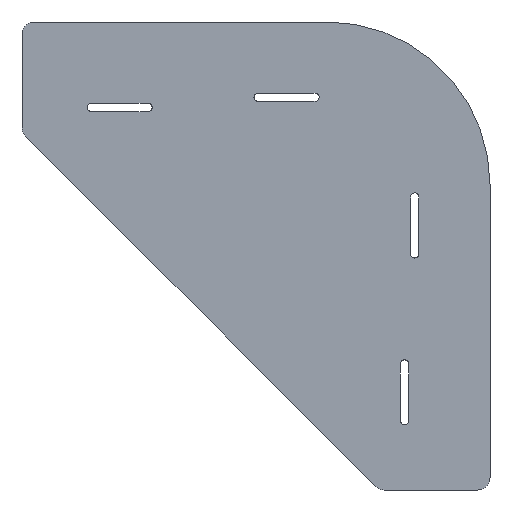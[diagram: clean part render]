
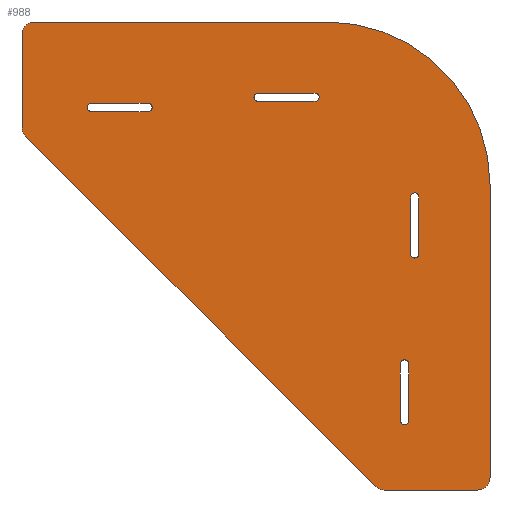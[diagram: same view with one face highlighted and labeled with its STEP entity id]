
A CAD part, front view. The second image highlights one B-rep face of the part: STEP entity #988.
In plain terms, the highlighted planar face has unit normal (0, -1, 0).
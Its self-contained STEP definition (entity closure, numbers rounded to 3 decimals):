
#43=CARTESIAN_POINT('',(-134.507,0.,-28.102));
#44=VERTEX_POINT('',#43);
#51=CARTESIAN_POINT('',(-131.507,0.,-25.102));
#52=VERTEX_POINT('',#51);
#53=CARTESIAN_POINT('',(-131.507,0.,-28.102));
#54=DIRECTION('',(-0.,1.,0.));
#55=DIRECTION('',(1.,0.,0.));
#56=AXIS2_PLACEMENT_3D('',#53,#54,#55);
#57=CIRCLE('',#56,3.);
#58=EDGE_CURVE('',#44,#52,#57,.T.);
#82=CARTESIAN_POINT('',(-134.507,0.,-51.102));
#83=VERTEX_POINT('',#82);
#90=CARTESIAN_POINT('',(-134.507,0.,-28.102));
#91=DIRECTION('',(0.,0.,-1.));
#92=VECTOR('',#91,230.);
#93=LINE('',#90,#92);
#94=EDGE_CURVE('',#44,#83,#93,.T.);
#114=CARTESIAN_POINT('',(-133.629,0.,-53.223));
#115=VERTEX_POINT('',#114);
#122=CARTESIAN_POINT('',(-131.507,0.,-51.102));
#123=DIRECTION('',(-0.,1.,0.));
#124=DIRECTION('',(1.,0.,0.));
#125=AXIS2_PLACEMENT_3D('',#122,#123,#124);
#126=CIRCLE('',#125,3.);
#127=EDGE_CURVE('',#115,#83,#126,.T.);
#146=CARTESIAN_POINT('',(-47.629,0.,-139.223));
#147=VERTEX_POINT('',#146);
#154=CARTESIAN_POINT('',(-133.629,0.,-53.223));
#155=DIRECTION('',(0.707,0.,-0.707));
#156=VECTOR('',#155,1216.224);
#157=LINE('',#154,#156);
#158=EDGE_CURVE('',#115,#147,#157,.T.);
#178=CARTESIAN_POINT('',(-45.507,0.,-140.102));
#179=VERTEX_POINT('',#178);
#186=CARTESIAN_POINT('',(-45.507,0.,-137.102));
#187=DIRECTION('',(-0.,1.,0.));
#188=DIRECTION('',(1.,0.,0.));
#189=AXIS2_PLACEMENT_3D('',#186,#187,#188);
#190=CIRCLE('',#189,3.);
#191=EDGE_CURVE('',#179,#147,#190,.T.);
#210=CARTESIAN_POINT('',(-22.507,0.,-140.102));
#211=VERTEX_POINT('',#210);
#218=CARTESIAN_POINT('',(-45.507,0.,-140.102));
#219=DIRECTION('',(1.,0.,-0.));
#220=VECTOR('',#219,230.);
#221=LINE('',#218,#220);
#222=EDGE_CURVE('',#179,#211,#221,.T.);
#242=CARTESIAN_POINT('',(-19.507,0.,-137.102));
#243=VERTEX_POINT('',#242);
#250=CARTESIAN_POINT('',(-22.507,0.,-137.102));
#251=DIRECTION('',(-0.,1.,0.));
#252=DIRECTION('',(1.,0.,0.));
#253=AXIS2_PLACEMENT_3D('',#250,#251,#252);
#254=CIRCLE('',#253,3.);
#255=EDGE_CURVE('',#243,#211,#254,.T.);
#274=CARTESIAN_POINT('',(-19.507,0.,-65.102));
#275=VERTEX_POINT('',#274);
#282=CARTESIAN_POINT('',(-19.507,0.,-137.102));
#283=DIRECTION('',(-0.,0.,1.));
#284=VECTOR('',#283,720.);
#285=LINE('',#282,#284);
#286=EDGE_CURVE('',#243,#275,#285,.T.);
#306=CARTESIAN_POINT('',(-59.507,0.,-25.102));
#307=VERTEX_POINT('',#306);
#314=CARTESIAN_POINT('',(-59.507,0.,-65.102));
#315=DIRECTION('',(-0.,1.,0.));
#316=DIRECTION('',(1.,0.,0.));
#317=AXIS2_PLACEMENT_3D('',#314,#315,#316);
#318=CIRCLE('',#317,40.);
#319=EDGE_CURVE('',#307,#275,#318,.T.);
#337=CARTESIAN_POINT('',(-59.507,0.,-25.102));
#338=DIRECTION('',(-1.,0.,-0.));
#339=VECTOR('',#338,720.);
#340=LINE('',#337,#339);
#341=EDGE_CURVE('',#307,#52,#340,.T.);
#354=CARTESIAN_POINT('',(-118.507,0.,-46.102));
#355=VERTEX_POINT('',#354);
#371=CARTESIAN_POINT('',(-117.507,0.,-45.102));
#372=VERTEX_POINT('',#371);
#379=CARTESIAN_POINT('',(-117.507,0.,-46.102));
#380=DIRECTION('',(-0.,1.,0.));
#381=DIRECTION('',(1.,0.,0.));
#382=AXIS2_PLACEMENT_3D('',#379,#380,#381);
#383=CIRCLE('',#382,1.);
#384=EDGE_CURVE('',#355,#372,#383,.T.);
#402=CARTESIAN_POINT('',(-103.507,0.,-45.102));
#403=VERTEX_POINT('',#402);
#410=CARTESIAN_POINT('',(-103.507,0.,-45.102));
#411=DIRECTION('',(-1.,0.,0.));
#412=VECTOR('',#411,140.);
#413=LINE('',#410,#412);
#414=EDGE_CURVE('',#403,#372,#413,.T.);
#434=CARTESIAN_POINT('',(-103.507,0.,-47.102));
#435=VERTEX_POINT('',#434);
#442=CARTESIAN_POINT('',(-103.507,0.,-46.102));
#443=DIRECTION('',(-0.,1.,0.));
#444=DIRECTION('',(1.,0.,0.));
#445=AXIS2_PLACEMENT_3D('',#442,#443,#444);
#446=CIRCLE('',#445,1.);
#447=EDGE_CURVE('',#403,#435,#446,.T.);
#466=CARTESIAN_POINT('',(-117.507,0.,-47.102));
#467=VERTEX_POINT('',#466);
#474=CARTESIAN_POINT('',(-117.507,0.,-47.102));
#475=DIRECTION('',(1.,0.,-0.));
#476=VECTOR('',#475,140.);
#477=LINE('',#474,#476);
#478=EDGE_CURVE('',#467,#435,#477,.T.);
#491=CARTESIAN_POINT('',(-77.507,0.,-43.602));
#492=VERTEX_POINT('',#491);
#508=CARTESIAN_POINT('',(-76.507,0.,-42.602));
#509=VERTEX_POINT('',#508);
#516=CARTESIAN_POINT('',(-76.507,0.,-43.602));
#517=DIRECTION('',(-0.,1.,0.));
#518=DIRECTION('',(1.,0.,0.));
#519=AXIS2_PLACEMENT_3D('',#516,#517,#518);
#520=CIRCLE('',#519,1.);
#521=EDGE_CURVE('',#492,#509,#520,.T.);
#539=CARTESIAN_POINT('',(-62.507,0.,-42.602));
#540=VERTEX_POINT('',#539);
#547=CARTESIAN_POINT('',(-62.507,0.,-42.602));
#548=DIRECTION('',(-1.,0.,0.));
#549=VECTOR('',#548,140.);
#550=LINE('',#547,#549);
#551=EDGE_CURVE('',#540,#509,#550,.T.);
#571=CARTESIAN_POINT('',(-62.507,0.,-44.602));
#572=VERTEX_POINT('',#571);
#579=CARTESIAN_POINT('',(-62.507,0.,-43.602));
#580=DIRECTION('',(-0.,1.,0.));
#581=DIRECTION('',(1.,0.,0.));
#582=AXIS2_PLACEMENT_3D('',#579,#580,#581);
#583=CIRCLE('',#582,1.);
#584=EDGE_CURVE('',#540,#572,#583,.T.);
#603=CARTESIAN_POINT('',(-76.507,0.,-44.602));
#604=VERTEX_POINT('',#603);
#611=CARTESIAN_POINT('',(-76.507,0.,-44.602));
#612=DIRECTION('',(1.,0.,-0.));
#613=VECTOR('',#612,140.);
#614=LINE('',#611,#613);
#615=EDGE_CURVE('',#604,#572,#614,.T.);
#637=CARTESIAN_POINT('',(-37.007,0.,-68.102));
#638=VERTEX_POINT('',#637);
#645=CARTESIAN_POINT('',(-39.007,0.,-68.102));
#646=VERTEX_POINT('',#645);
#647=CARTESIAN_POINT('',(-38.007,0.,-68.102));
#648=DIRECTION('',(-0.,1.,0.));
#649=DIRECTION('',(1.,0.,0.));
#650=AXIS2_PLACEMENT_3D('',#647,#648,#649);
#651=CIRCLE('',#650,1.);
#652=EDGE_CURVE('',#646,#638,#651,.T.);
#676=CARTESIAN_POINT('',(-37.007,0.,-82.102));
#677=VERTEX_POINT('',#676);
#684=CARTESIAN_POINT('',(-37.007,0.,-82.102));
#685=DIRECTION('',(0.,0.,1.));
#686=VECTOR('',#685,140.);
#687=LINE('',#684,#686);
#688=EDGE_CURVE('',#677,#638,#687,.T.);
#708=CARTESIAN_POINT('',(-39.007,0.,-82.102));
#709=VERTEX_POINT('',#708);
#716=CARTESIAN_POINT('',(-38.007,0.,-82.102));
#717=DIRECTION('',(-0.,1.,0.));
#718=DIRECTION('',(1.,0.,0.));
#719=AXIS2_PLACEMENT_3D('',#716,#717,#718);
#720=CIRCLE('',#719,1.);
#721=EDGE_CURVE('',#677,#709,#720,.T.);
#739=CARTESIAN_POINT('',(-39.007,0.,-68.102));
#740=DIRECTION('',(-0.,0.,-1.));
#741=VECTOR('',#740,140.);
#742=LINE('',#739,#741);
#743=EDGE_CURVE('',#646,#709,#742,.T.);
#765=CARTESIAN_POINT('',(-39.507,0.,-109.102));
#766=VERTEX_POINT('',#765);
#773=CARTESIAN_POINT('',(-41.507,0.,-109.102));
#774=VERTEX_POINT('',#773);
#775=CARTESIAN_POINT('',(-40.507,0.,-109.102));
#776=DIRECTION('',(-0.,1.,0.));
#777=DIRECTION('',(1.,0.,0.));
#778=AXIS2_PLACEMENT_3D('',#775,#776,#777);
#779=CIRCLE('',#778,1.);
#780=EDGE_CURVE('',#774,#766,#779,.T.);
#804=CARTESIAN_POINT('',(-39.507,0.,-123.102));
#805=VERTEX_POINT('',#804);
#812=CARTESIAN_POINT('',(-39.507,0.,-123.102));
#813=DIRECTION('',(0.,0.,1.));
#814=VECTOR('',#813,140.);
#815=LINE('',#812,#814);
#816=EDGE_CURVE('',#805,#766,#815,.T.);
#836=CARTESIAN_POINT('',(-41.507,0.,-123.102));
#837=VERTEX_POINT('',#836);
#844=CARTESIAN_POINT('',(-40.507,0.,-123.102));
#845=DIRECTION('',(-0.,1.,0.));
#846=DIRECTION('',(1.,0.,0.));
#847=AXIS2_PLACEMENT_3D('',#844,#845,#846);
#848=CIRCLE('',#847,1.);
#849=EDGE_CURVE('',#805,#837,#848,.T.);
#867=CARTESIAN_POINT('',(-41.507,0.,-109.102));
#868=DIRECTION('',(-0.,0.,-1.));
#869=VECTOR('',#868,140.);
#870=LINE('',#867,#869);
#871=EDGE_CURVE('',#774,#837,#870,.T.);
#933=CARTESIAN_POINT('',(-68.206,0.,-73.801));
#934=DIRECTION('',(0.,1.,0.));
#935=DIRECTION('',(0.,0.,1.));
#936=AXIS2_PLACEMENT_3D('',#933,#934,#935);
#937=PLANE('',#936);
#938=ORIENTED_EDGE('',*,*,#871,.F.);
#939=ORIENTED_EDGE('',*,*,#780,.T.);
#940=ORIENTED_EDGE('',*,*,#816,.F.);
#941=ORIENTED_EDGE('',*,*,#849,.T.);
#942=EDGE_LOOP('',(#938,#939,#940,#941));
#943=FACE_BOUND('',#942,.T.);
#944=ORIENTED_EDGE('',*,*,#743,.F.);
#945=ORIENTED_EDGE('',*,*,#652,.T.);
#946=ORIENTED_EDGE('',*,*,#688,.F.);
#947=ORIENTED_EDGE('',*,*,#721,.T.);
#948=EDGE_LOOP('',(#944,#945,#946,#947));
#949=FACE_BOUND('',#948,.T.);
#950=ORIENTED_EDGE('',*,*,#615,.F.);
#951=CARTESIAN_POINT('',(-76.507,0.,-43.602));
#952=DIRECTION('',(-0.,1.,0.));
#953=DIRECTION('',(1.,0.,0.));
#954=AXIS2_PLACEMENT_3D('',#951,#952,#953);
#955=CIRCLE('',#954,1.);
#956=EDGE_CURVE('',#604,#492,#955,.T.);
#957=ORIENTED_EDGE('',*,*,#956,.T.);
#958=ORIENTED_EDGE('',*,*,#521,.T.);
#959=ORIENTED_EDGE('',*,*,#551,.F.);
#960=ORIENTED_EDGE('',*,*,#584,.T.);
#961=EDGE_LOOP('',(#950,#957,#958,#959,#960));
#962=FACE_BOUND('',#961,.T.);
#963=ORIENTED_EDGE('',*,*,#478,.F.);
#964=CARTESIAN_POINT('',(-117.507,0.,-46.102));
#965=DIRECTION('',(-0.,1.,0.));
#966=DIRECTION('',(1.,0.,0.));
#967=AXIS2_PLACEMENT_3D('',#964,#965,#966);
#968=CIRCLE('',#967,1.);
#969=EDGE_CURVE('',#467,#355,#968,.T.);
#970=ORIENTED_EDGE('',*,*,#969,.T.);
#971=ORIENTED_EDGE('',*,*,#384,.T.);
#972=ORIENTED_EDGE('',*,*,#414,.F.);
#973=ORIENTED_EDGE('',*,*,#447,.T.);
#974=EDGE_LOOP('',(#963,#970,#971,#972,#973));
#975=FACE_BOUND('',#974,.T.);
#976=ORIENTED_EDGE('',*,*,#341,.T.);
#977=ORIENTED_EDGE('',*,*,#58,.F.);
#978=ORIENTED_EDGE('',*,*,#94,.T.);
#979=ORIENTED_EDGE('',*,*,#127,.F.);
#980=ORIENTED_EDGE('',*,*,#158,.T.);
#981=ORIENTED_EDGE('',*,*,#191,.F.);
#982=ORIENTED_EDGE('',*,*,#222,.T.);
#983=ORIENTED_EDGE('',*,*,#255,.F.);
#984=ORIENTED_EDGE('',*,*,#286,.T.);
#985=ORIENTED_EDGE('',*,*,#319,.F.);
#986=EDGE_LOOP('',(#976,#977,#978,#979,#980,#981,#982,#983,#984,#985));
#987=FACE_BOUND('',#986,.T.);
#988=ADVANCED_FACE('',(#943,#949,#962,#975,#987),#937,.F.);
